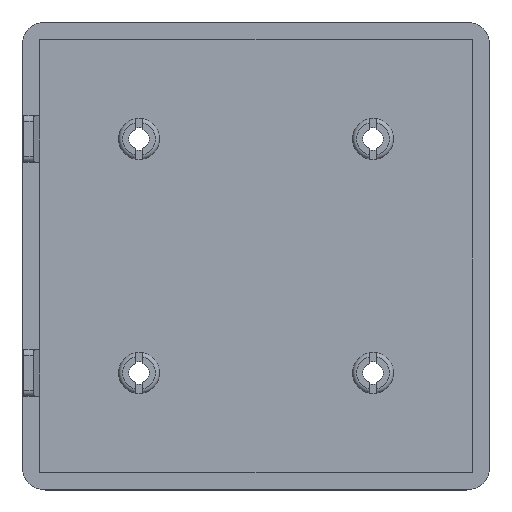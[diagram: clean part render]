
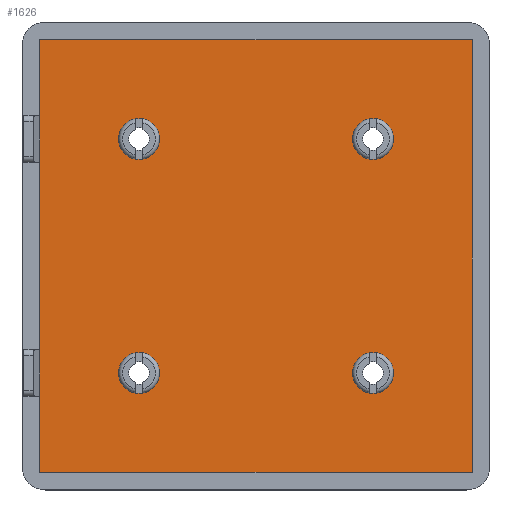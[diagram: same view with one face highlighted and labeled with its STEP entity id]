
A CAD part, top view. The second image highlights one B-rep face of the part: STEP entity #1626.
In plain terms, the highlighted planar face has unit normal (0, 0, 1).
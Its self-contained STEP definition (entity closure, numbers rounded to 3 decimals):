
#25=PLANE($,#1778);
#121=LINE($,#2801,#231);
#122=LINE($,#2803,#232);
#123=LINE($,#2805,#233);
#124=LINE($,#2806,#234);
#231=VECTOR($,#2076,74.);
#232=VECTOR($,#2077,74.);
#233=VECTOR($,#2078,74.);
#234=VECTOR($,#2079,74.);
#338=FACE_BOUND($,#482,.T.);
#339=FACE_BOUND($,#483,.T.);
#340=FACE_BOUND($,#484,.T.);
#341=FACE_BOUND($,#485,.T.);
#371=FACE_OUTER_BOUND($,#481,.T.);
#481=EDGE_LOOP($,(#1187,#1188,#1189,#1190));
#482=EDGE_LOOP($,(#1191));
#483=EDGE_LOOP($,(#1192));
#484=EDGE_LOOP($,(#1193));
#485=EDGE_LOOP($,(#1194));
#621=CIRCLE($,#1742,3.5);
#626=CIRCLE($,#1748,3.5);
#631=CIRCLE($,#1754,3.5);
#636=CIRCLE($,#1760,3.5);
#721=VERTEX_POINT($,#2590);
#730=VERTEX_POINT($,#2609);
#739=VERTEX_POINT($,#2628);
#748=VERTEX_POINT($,#2647);
#777=VERTEX_POINT($,#2799);
#778=VERTEX_POINT($,#2800);
#779=VERTEX_POINT($,#2802);
#780=VERTEX_POINT($,#2804);
#873=EDGE_CURVE($,#721,#721,#621,.T.);
#882=EDGE_CURVE($,#730,#730,#626,.T.);
#891=EDGE_CURVE($,#739,#739,#631,.T.);
#900=EDGE_CURVE($,#748,#748,#636,.T.);
#941=EDGE_CURVE($,#777,#778,#121,.T.);
#942=EDGE_CURVE($,#778,#779,#122,.T.);
#943=EDGE_CURVE($,#779,#780,#123,.T.);
#944=EDGE_CURVE($,#780,#777,#124,.T.);
#1187=ORIENTED_EDGE($,*,*,#941,.T.);
#1188=ORIENTED_EDGE($,*,*,#942,.T.);
#1189=ORIENTED_EDGE($,*,*,#943,.T.);
#1190=ORIENTED_EDGE($,*,*,#944,.T.);
#1191=ORIENTED_EDGE($,*,*,#891,.F.);
#1192=ORIENTED_EDGE($,*,*,#873,.F.);
#1193=ORIENTED_EDGE($,*,*,#882,.F.);
#1194=ORIENTED_EDGE($,*,*,#900,.F.);
#1626=ADVANCED_FACE($,(#371,#338,#339,#340,#341),#25,.T.);
#1742=AXIS2_PLACEMENT_3D($,#2591,#1966,#1967);
#1748=AXIS2_PLACEMENT_3D($,#2610,#1982,#1983);
#1754=AXIS2_PLACEMENT_3D($,#2629,#1998,#1999);
#1760=AXIS2_PLACEMENT_3D($,#2648,#2014,#2015);
#1778=AXIS2_PLACEMENT_3D($,#2798,#2074,#2075);
#1966=DIRECTION('center_axis',(0.,0.,1.));
#1967=DIRECTION('ref_axis',(1.,0.,0.));
#1982=DIRECTION('center_axis',(0.,0.,1.));
#1983=DIRECTION('ref_axis',(1.,0.,0.));
#1998=DIRECTION('center_axis',(0.,0.,1.));
#1999=DIRECTION('ref_axis',(1.,0.,0.));
#2014=DIRECTION('center_axis',(0.,0.,1.));
#2015=DIRECTION('ref_axis',(1.,0.,0.));
#2074=DIRECTION('center_axis',(0.,0.,1.));
#2075=DIRECTION('ref_axis',(1.,0.,0.));
#2076=DIRECTION($,(0.,-1.,0.));
#2077=DIRECTION($,(1.,0.,0.));
#2078=DIRECTION($,(0.,1.,0.));
#2079=DIRECTION($,(-1.,0.,0.));
#2590=CARTESIAN_POINT('',(-3.5,-40.,3.));
#2591=CARTESIAN_POINT('Origin',(0.,-40.,3.));
#2609=CARTESIAN_POINT('',(36.5,-40.,3.));
#2610=CARTESIAN_POINT('Origin',(40.,-40.,3.));
#2628=CARTESIAN_POINT('',(36.5,0.,3.));
#2629=CARTESIAN_POINT('Origin',(40.,0.,3.));
#2647=CARTESIAN_POINT('',(-3.5,0.,3.));
#2648=CARTESIAN_POINT('Origin',(0.,0.,3.));
#2798=CARTESIAN_POINT('Origin',(-17.,-57.,3.));
#2799=CARTESIAN_POINT('',(-17.,17.,3.));
#2800=CARTESIAN_POINT('',(-17.,-57.,3.));
#2801=CARTESIAN_POINT($,(-17.,17.,3.));
#2802=CARTESIAN_POINT('',(57.,-57.,3.));
#2803=CARTESIAN_POINT($,(-17.,-57.,3.));
#2804=CARTESIAN_POINT('',(57.,17.,3.));
#2805=CARTESIAN_POINT($,(57.,17.,3.));
#2806=CARTESIAN_POINT($,(-17.,17.,3.));
